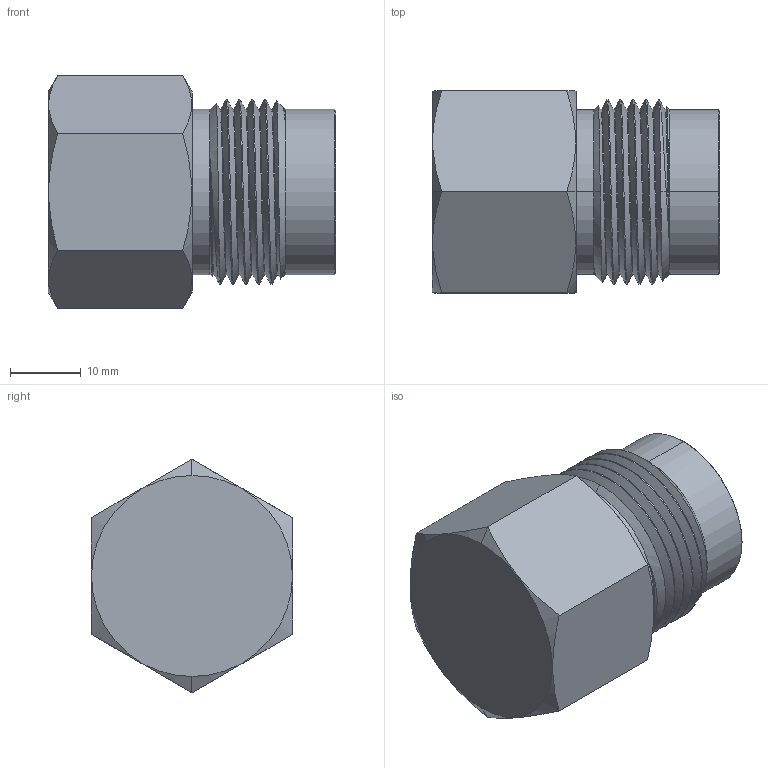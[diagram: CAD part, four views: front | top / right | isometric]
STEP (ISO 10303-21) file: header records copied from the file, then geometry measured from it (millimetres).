
FILE_DESCRIPTION (( 'STEP AP203' ), '1' );
FILE_NAME ('AD-626MSS-BL.STEP', '2025-08-05T15:16:33', ( '' ), ( '' ), 'SwSTEP 2.0', 'SolidWorks 2018', '' );
FILE_SCHEMA (( 'CONFIG_CONTROL_DESIGN' ));
Length unit declared in the file: inch
Products named in the file (1): AD-626MSS-BL
Bounding box: 40.64 x 28.57 x 33 mm (x, y, z)
Volume: 20457.7 mm3; surface area: 6503.6 mm2
Topology: 1 solids, 1 shells, 138 faces, 365 edges, 238 vertices
Faces by surface type: bspline 56, plane 34, cylinder 33, cone 15
Entity records: 7990 total; most frequent: CARTESIAN_POINT 5038, ORIENTED_EDGE 726, DIRECTION 384, EDGE_CURVE 363, VERTEX_POINT 238, VECTOR 154, LINE 154, EDGE_LOOP 149
